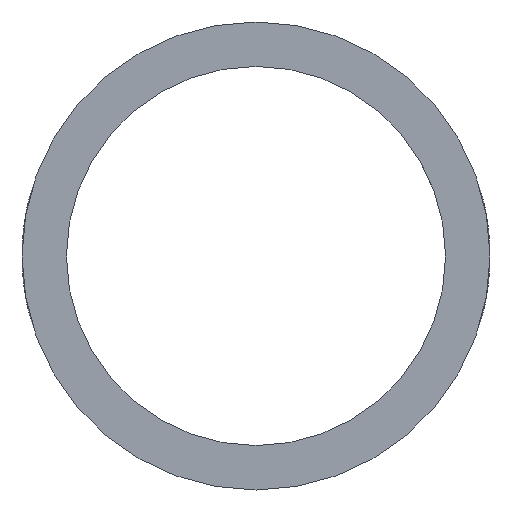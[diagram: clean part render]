
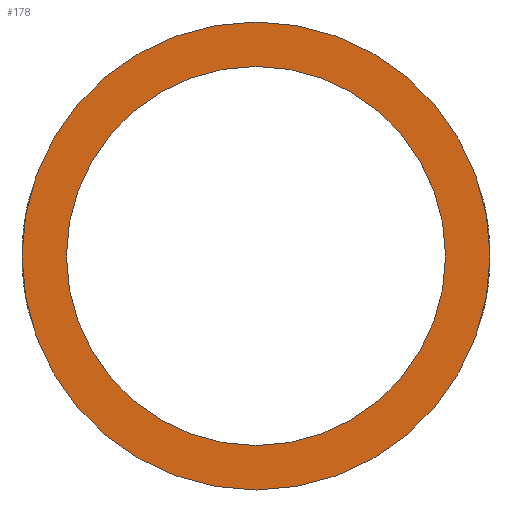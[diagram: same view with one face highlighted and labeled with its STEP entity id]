
A CAD part, front view. The second image highlights one B-rep face of the part: STEP entity #178.
In plain terms, the highlighted planar face has unit normal (0, -1, 0).
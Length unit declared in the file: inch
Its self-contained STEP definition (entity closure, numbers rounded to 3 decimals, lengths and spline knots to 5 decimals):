
#16=PLANE('',#212);
#18=CIRCLE('',#207,0.5);
#20=CIRCLE('',#210,0.405);
#42=FACE_BOUND('',#84,.T.);
#52=FACE_OUTER_BOUND('',#83,.T.);
#83=EDGE_LOOP('',(#159));
#84=EDGE_LOOP('',(#160));
#110=VERTEX_POINT('',#673);
#112=VERTEX_POINT('',#678);
#126=EDGE_CURVE('',#110,#110,#18,.T.);
#128=EDGE_CURVE('',#112,#112,#20,.T.);
#159=ORIENTED_EDGE('',*,*,#126,.T.);
#160=ORIENTED_EDGE('',*,*,#128,.F.);
#178=ADVANCED_FACE('',(#52,#42),#16,.T.);
#207=AXIS2_PLACEMENT_3D('',#674,#231,#232);
#210=AXIS2_PLACEMENT_3D('',#679,#237,#238);
#212=AXIS2_PLACEMENT_3D('',#681,#241,#242);
#231=DIRECTION('center_axis',(0.,-1.,0.));
#232=DIRECTION('ref_axis',(1.,0.,0.));
#237=DIRECTION('center_axis',(0.,-1.,0.));
#238=DIRECTION('ref_axis',(1.,0.,0.));
#241=DIRECTION('center_axis',(0.,-1.,0.));
#242=DIRECTION('ref_axis',(1.,0.,0.));
#673=CARTESIAN_POINT('',(52.3125,-0.25,-10.));
#674=CARTESIAN_POINT('Origin',(52.3125,-0.25,-9.5));
#678=CARTESIAN_POINT('',(52.3125,-0.25,-9.905));
#679=CARTESIAN_POINT('Origin',(52.3125,-0.25,-9.5));
#681=CARTESIAN_POINT('Origin',(52.3125,-0.25,-6.));
